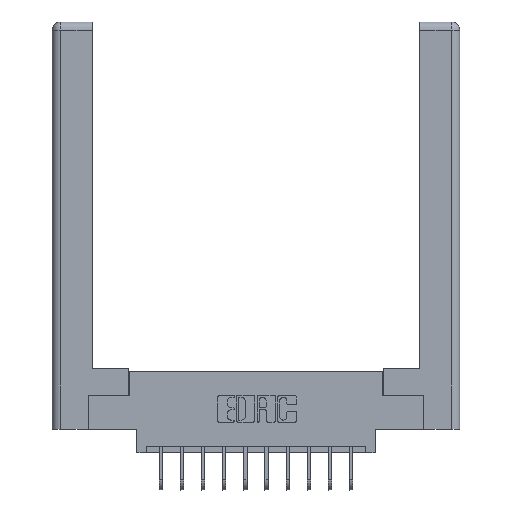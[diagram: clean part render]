
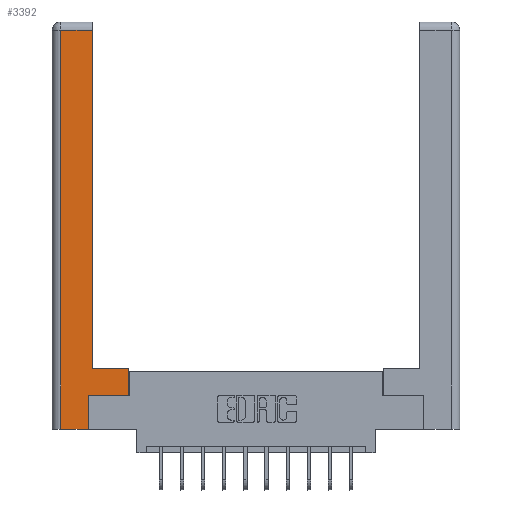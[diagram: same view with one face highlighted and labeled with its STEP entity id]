
A CAD part, top view. The second image highlights one B-rep face of the part: STEP entity #3392.
In plain terms, the highlighted planar face has unit normal (0, 0, 1).
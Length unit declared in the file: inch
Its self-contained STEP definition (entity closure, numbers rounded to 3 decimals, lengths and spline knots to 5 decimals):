
#52 = LINE ( 'NONE', #735, #12568 ) ;
#145 = ORIENTED_EDGE ( 'NONE', *, *, #13195, .T. ) ;
#219 = ORIENTED_EDGE ( 'NONE', *, *, #3131, .T. ) ;
#240 = ORIENTED_EDGE ( 'NONE', *, *, #3499, .T. ) ;
#735 = CARTESIAN_POINT ( 'NONE',  ( 0.295, 0.45, 0. ) ) ;
#1096 = VERTEX_POINT ( 'NONE', #1898 ) ;
#1240 = CARTESIAN_POINT ( 'NONE',  ( 0.0615, 0., 0. ) ) ;
#1898 = CARTESIAN_POINT ( 'NONE',  ( 0.265, 0., 0. ) ) ;
#3013 = VECTOR ( 'NONE', #3862, 39.37008 ) ;
#3131 = EDGE_CURVE ( 'NONE', #4687, #15386, #3533, .T. ) ;
#3137 = DIRECTION ( 'NONE',  ( -1., 0., 0. ) ) ;
#3283 = CARTESIAN_POINT ( 'NONE',  ( 0.295, 3., 0. ) ) ;
#3392 = ADVANCED_FACE ( 'NONE', ( #10088 ), #12907, .F. ) ;
#3499 = EDGE_CURVE ( 'NONE', #8964, #1096, #6093, .T. ) ;
#3528 = CARTESIAN_POINT ( 'NONE',  ( 0.565, 0.245, 0. ) ) ;
#3533 = LINE ( 'NONE', #10616, #14085 ) ;
#3606 = LINE ( 'NONE', #3283, #11974 ) ;
#3816 = EDGE_CURVE ( 'NONE', #5083, #8964, #5478, .T. ) ;
#3834 = CARTESIAN_POINT ( 'NONE',  ( 0.565, 0.45, 0. ) ) ;
#3862 = DIRECTION ( 'NONE',  ( 1., 0., 0. ) ) ;
#4659 = LINE ( 'NONE', #10950, #8638 ) ;
#4687 = VERTEX_POINT ( 'NONE', #3528 ) ;
#4796 = VECTOR ( 'NONE', #3137, 39.37008 ) ;
#5083 = VERTEX_POINT ( 'NONE', #15687 ) ;
#5478 = LINE ( 'NONE', #1240, #11072 ) ;
#5871 = CARTESIAN_POINT ( 'NONE',  ( 0.0615, 0., 0. ) ) ;
#6093 = LINE ( 'NONE', #14156, #7107 ) ;
#7089 = CARTESIAN_POINT ( 'NONE',  ( 0.265, 0.245, 0. ) ) ;
#7107 = VECTOR ( 'NONE', #8966, 39.37008 ) ;
#7650 = VERTEX_POINT ( 'NONE', #7089 ) ;
#7859 = CARTESIAN_POINT ( 'NONE',  ( 0.565, 0.245, 0. ) ) ;
#8638 = VECTOR ( 'NONE', #14726, 39.37008 ) ;
#8645 = ORIENTED_EDGE ( 'NONE', *, *, #11035, .T. ) ;
#8875 = VERTEX_POINT ( 'NONE', #12018 ) ;
#8964 = VERTEX_POINT ( 'NONE', #5871 ) ;
#8966 = DIRECTION ( 'NONE',  ( 1., 0., 0. ) ) ;
#9009 = EDGE_CURVE ( 'NONE', #1096, #7650, #4659, .T. ) ;
#9227 = CARTESIAN_POINT ( 'NONE',  ( 0.295, 2.94, 0. ) ) ;
#9353 = ORIENTED_EDGE ( 'NONE', *, *, #3816, .T. ) ;
#9413 = EDGE_LOOP ( 'NONE', ( #145, #8645, #9353, #240, #10969, #15929, #219, #11856 ) ) ;
#9520 = CARTESIAN_POINT ( 'NONE',  ( 0.0615, 2.94, 0. ) ) ;
#9669 = DIRECTION ( 'NONE',  ( -1., 0., 0. ) ) ;
#9673 = DIRECTION ( 'NONE',  ( 0., 1., 0. ) ) ;
#10088 = FACE_OUTER_BOUND ( 'NONE', #9413, .T. ) ;
#10124 = DIRECTION ( 'NONE',  ( 0., -1., 0. ) ) ;
#10616 = CARTESIAN_POINT ( 'NONE',  ( 0.565, 0.45, 0. ) ) ;
#10796 = EDGE_CURVE ( 'NONE', #7650, #4687, #11585, .T. ) ;
#10950 = CARTESIAN_POINT ( 'NONE',  ( 0.265, 0.245, 0. ) ) ;
#10969 = ORIENTED_EDGE ( 'NONE', *, *, #9009, .T. ) ;
#11000 = LINE ( 'NONE', #9520, #4796 ) ;
#11035 = EDGE_CURVE ( 'NONE', #13040, #5083, #11000, .T. ) ;
#11072 = VECTOR ( 'NONE', #10124, 39.37008 ) ;
#11536 = EDGE_CURVE ( 'NONE', #15386, #8875, #52, .T. ) ;
#11585 = LINE ( 'NONE', #7859, #3013 ) ;
#11856 = ORIENTED_EDGE ( 'NONE', *, *, #11536, .T. ) ;
#11974 = VECTOR ( 'NONE', #9673, 39.37008 ) ;
#12018 = CARTESIAN_POINT ( 'NONE',  ( 0.295, 0.45, 0. ) ) ;
#12568 = VECTOR ( 'NONE', #9669, 39.37008 ) ;
#12907 = PLANE ( 'NONE',  #13793 ) ;
#13012 = DIRECTION ( 'NONE',  ( 0., 1., 0. ) ) ;
#13040 = VERTEX_POINT ( 'NONE', #9227 ) ;
#13064 = CARTESIAN_POINT ( 'NONE',  ( 0., 0., 0. ) ) ;
#13195 = EDGE_CURVE ( 'NONE', #8875, #13040, #3606, .T. ) ;
#13793 = AXIS2_PLACEMENT_3D ( 'NONE', #13064, #15612, #14342 ) ;
#14085 = VECTOR ( 'NONE', #13012, 39.37008 ) ;
#14156 = CARTESIAN_POINT ( 'NONE',  ( 0.265, 0., 0. ) ) ;
#14342 = DIRECTION ( 'NONE',  ( -1., 0., 0. ) ) ;
#14726 = DIRECTION ( 'NONE',  ( 0., 1., 0. ) ) ;
#15386 = VERTEX_POINT ( 'NONE', #3834 ) ;
#15612 = DIRECTION ( 'NONE',  ( 0., 0., -1. ) ) ;
#15687 = CARTESIAN_POINT ( 'NONE',  ( 0.0615, 2.94, 0. ) ) ;
#15929 = ORIENTED_EDGE ( 'NONE', *, *, #10796, .T. ) ;
